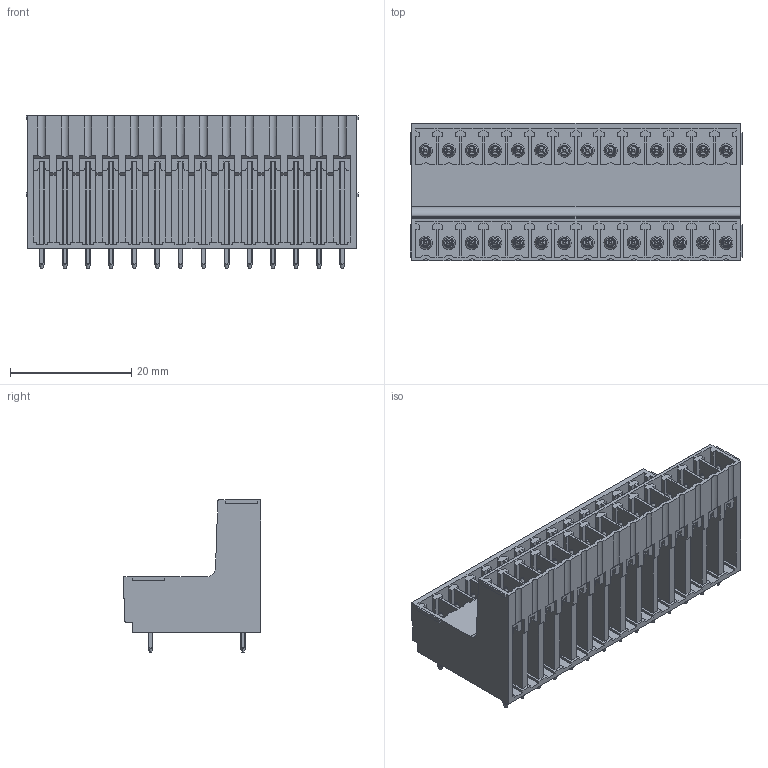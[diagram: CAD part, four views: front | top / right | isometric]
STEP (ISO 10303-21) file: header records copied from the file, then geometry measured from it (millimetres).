
FILE_DESCRIPTION(('CATIA V5 STEP Exchange','CAx-IF Rec.Pracs.--- Model Styling and Organization---1.2---2011-12-15'),'2;1');
FILE_NAME ('D1447342_0_1035610000_1035610000.stp','2018-10-13T11:11:51+00:00',('none'),('Weidmueller'),'CATIA Version 5-6 Release 2014','CATIA V5 STEP AP214','none');
FILE_SCHEMA(('AUTOMOTIVE_DESIGN { 1 0 10303 214 1 1 1 1 }'));
Products named in the file (1): 1035610000
Bounding box: 54.73 x 22.7 x 25.1 mm (x, y, z)
Volume: 11255.8 mm3; surface area: 12404.4 mm2
Topology: 29 solids, 29 shells, 1606 faces, 4452 edges, 2960 vertices
Faces by surface type: plane 1053, cylinder 329, cone 168, torus 56
Entity records: 52289 total; most frequent: CARTESIAN_POINT 15587, ORIENTED_EDGE 8904, DIRECTION 5358, EDGE_CURVE 4452, VECTOR 3108, LINE 3108, VERTEX_POINT 2960, EDGE_LOOP 1746
